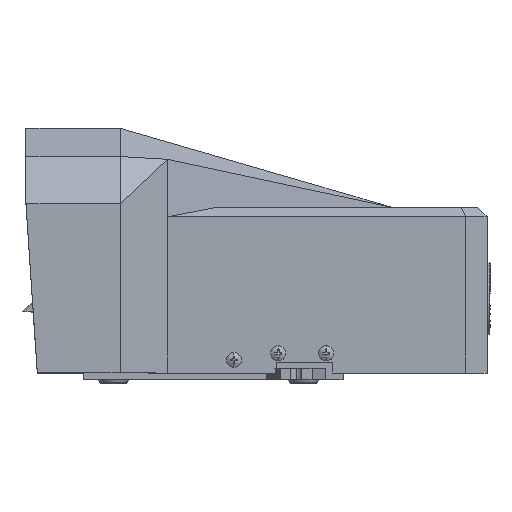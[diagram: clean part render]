
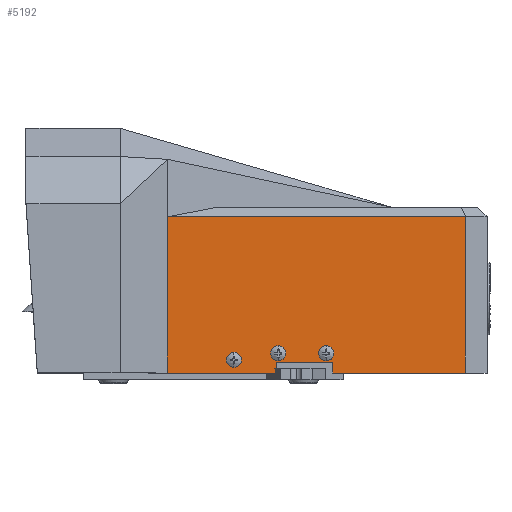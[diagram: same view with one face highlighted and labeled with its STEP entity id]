
A CAD part, top view. The second image highlights one B-rep face of the part: STEP entity #5192.
In plain terms, the highlighted planar face has unit normal (0, 0, 1).
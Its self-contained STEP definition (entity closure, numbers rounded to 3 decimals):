
#569 = CARTESIAN_POINT ( 'NONE',  ( -40.675, 36.099, 15.874 ) ) ;
#1104 = AXIS2_PLACEMENT_3D ( 'NONE', #6539, #32982, #10378 ) ;
#1139 = ORIENTED_EDGE ( 'NONE', *, *, #31002, .T. ) ;
#2606 = CARTESIAN_POINT ( 'NONE',  ( 5.825, 39.599, 15.874 ) ) ;
#2886 = CARTESIAN_POINT ( 'NONE',  ( -22.175, 39.599, 15.874 ) ) ;
#3104 = DIRECTION ( 'NONE',  ( -1., 0., 0. ) ) ;
#3133 = FACE_BOUND ( 'NONE', #45088, .T. ) ;
#3759 = VECTOR ( 'NONE', #41958, 1000. ) ;
#4108 = VECTOR ( 'NONE', #26282, 1000. ) ;
#4156 = CARTESIAN_POINT ( 'NONE',  ( -20.675, 29.099, 15.874 ) ) ;
#4635 = ORIENTED_EDGE ( 'NONE', *, *, #13650, .T. ) ;
#4651 = VECTOR ( 'NONE', #14455, 1000. ) ;
#5105 = ORIENTED_EDGE ( 'NONE', *, *, #41909, .T. ) ;
#5177 = VECTOR ( 'NONE', #39845, 1000. ) ;
#5192 = ADVANCED_FACE ( 'NONE', ( #23379, #3133, #34560, #42317 ), #13507, .T. ) ;
#5195 = EDGE_CURVE ( 'NONE', #16408, #7180, #12119, .T. ) ;
#5678 = ORIENTED_EDGE ( 'NONE', *, *, #14361, .T. ) ;
#5865 = LINE ( 'NONE', #22124, #4651 ) ;
#6481 = DIRECTION ( 'NONE',  ( -1., 0., 0. ) ) ;
#6539 = CARTESIAN_POINT ( 'NONE',  ( -19.675, 39.599, 15.874 ) ) ;
#6942 = CIRCLE ( 'NONE', #45081, 2.5 ) ;
#7180 = VERTEX_POINT ( 'NONE', #22719 ) ;
#7416 = VERTEX_POINT ( 'NONE', #16495 ) ;
#7430 = CARTESIAN_POINT ( 'NONE',  ( -78.675, 112.099, 15.874 ) ) ;
#9451 = DIRECTION ( 'NONE',  ( 1., 0., 0. ) ) ;
#9838 = VERTEX_POINT ( 'NONE', #2886 ) ;
#9979 = VECTOR ( 'NONE', #42733, 1000. ) ;
#10378 = DIRECTION ( 'NONE',  ( -1., 0., 0. ) ) ;
#10536 = ORIENTED_EDGE ( 'NONE', *, *, #14170, .T. ) ;
#11517 = CARTESIAN_POINT ( 'NONE',  ( -78.675, 29.099, 15.874 ) ) ;
#11649 = ORIENTED_EDGE ( 'NONE', *, *, #41503, .T. ) ;
#12119 = CIRCLE ( 'NONE', #38746, 2.5 ) ;
#12942 = DIRECTION ( 'NONE',  ( -1., 0., 0. ) ) ;
#12994 = DIRECTION ( 'NONE',  ( 0., 0., -1. ) ) ;
#13003 = CARTESIAN_POINT ( 'NONE',  ( -43.175, 36.099, 15.874 ) ) ;
#13105 = CARTESIAN_POINT ( 'NONE',  ( -153.675, 29.099, 15.874 ) ) ;
#13260 = DIRECTION ( 'NONE',  ( 1., 0., 0. ) ) ;
#13320 = DIRECTION ( 'NONE',  ( 0., 0., 1. ) ) ;
#13351 = CARTESIAN_POINT ( 'NONE',  ( -153.675, 29.099, 15.874 ) ) ;
#13507 = PLANE ( 'NONE',  #41292 ) ;
#13650 = EDGE_CURVE ( 'NONE', #15499, #44177, #40162, .T. ) ;
#13792 = EDGE_CURVE ( 'NONE', #34196, #41107, #27683, .T. ) ;
#14170 = EDGE_CURVE ( 'NONE', #7180, #16408, #6942, .T. ) ;
#14186 = ORIENTED_EDGE ( 'NONE', *, *, #29705, .T. ) ;
#14361 = EDGE_CURVE ( 'NONE', #19425, #9838, #36528, .T. ) ;
#14455 = DIRECTION ( 'NONE',  ( 0., -1., 0. ) ) ;
#15499 = VERTEX_POINT ( 'NONE', #45592 ) ;
#15755 = VERTEX_POINT ( 'NONE', #41218 ) ;
#16408 = VERTEX_POINT ( 'NONE', #569 ) ;
#16495 = CARTESIAN_POINT ( 'NONE',  ( 8.325, 39.599, 15.874 ) ) ;
#17112 = VECTOR ( 'NONE', #33814, 1000. ) ;
#17875 = VERTEX_POINT ( 'NONE', #11517 ) ;
#18292 = EDGE_CURVE ( 'NONE', #30463, #34196, #45202, .T. ) ;
#19328 = CARTESIAN_POINT ( 'NONE',  ( -153.675, 112.099, 15.874 ) ) ;
#19425 = VERTEX_POINT ( 'NONE', #46712 ) ;
#20491 = CARTESIAN_POINT ( 'NONE',  ( 79.825, 29.099, 15.874 ) ) ;
#20615 = EDGE_LOOP ( 'NONE', ( #11649, #38672, #23239, #14186, #4635, #48453, #26998, #43961 ) ) ;
#20826 = AXIS2_PLACEMENT_3D ( 'NONE', #2606, #29108, #6481 ) ;
#22124 = CARTESIAN_POINT ( 'NONE',  ( 9.325, 29.099, 15.874 ) ) ;
#22719 = CARTESIAN_POINT ( 'NONE',  ( -45.675, 36.099, 15.874 ) ) ;
#23239 = ORIENTED_EDGE ( 'NONE', *, *, #44500, .T. ) ;
#23379 = FACE_OUTER_BOUND ( 'NONE', #20615, .T. ) ;
#24533 = DIRECTION ( 'NONE',  ( -1., 0., 0. ) ) ;
#24595 = DIRECTION ( 'NONE',  ( 0., 0., -1. ) ) ;
#24649 = CARTESIAN_POINT ( 'NONE',  ( -19.675, 39.599, 15.874 ) ) ;
#25491 = VECTOR ( 'NONE', #48249, 1000. ) ;
#25566 = CIRCLE ( 'NONE', #42110, 2.5 ) ;
#25812 = DIRECTION ( 'NONE',  ( 0., 0., -1. ) ) ;
#26202 = EDGE_LOOP ( 'NONE', ( #10536, #27546 ) ) ;
#26282 = DIRECTION ( 'NONE',  ( 0., -1., 0. ) ) ;
#26482 = VERTEX_POINT ( 'NONE', #4156 ) ;
#26941 = EDGE_CURVE ( 'NONE', #35461, #17875, #34340, .T. ) ;
#26998 = ORIENTED_EDGE ( 'NONE', *, *, #18292, .T. ) ;
#27365 = CARTESIAN_POINT ( 'NONE',  ( 9.325, 34.599, 15.874 ) ) ;
#27546 = ORIENTED_EDGE ( 'NONE', *, *, #5195, .T. ) ;
#27683 = LINE ( 'NONE', #39290, #5177 ) ;
#28264 = LINE ( 'NONE', #41305, #17112 ) ;
#29108 = DIRECTION ( 'NONE',  ( 0., 0., -1. ) ) ;
#29580 = DIRECTION ( 'NONE',  ( -1., 0., 0. ) ) ;
#29590 = DIRECTION ( 'NONE',  ( 0., 0., -1. ) ) ;
#29631 = CARTESIAN_POINT ( 'NONE',  ( -43.175, 36.099, 15.874 ) ) ;
#29705 = EDGE_CURVE ( 'NONE', #26482, #15499, #28264, .T. ) ;
#30463 = VERTEX_POINT ( 'NONE', #40541 ) ;
#31002 = EDGE_CURVE ( 'NONE', #9838, #19425, #45209, .T. ) ;
#31007 = CIRCLE ( 'NONE', #20826, 2.5 ) ;
#31369 = AXIS2_PLACEMENT_3D ( 'NONE', #24649, #24595, #24533 ) ;
#32982 = DIRECTION ( 'NONE',  ( 0., 0., -1. ) ) ;
#33814 = DIRECTION ( 'NONE',  ( 0., 1., 0. ) ) ;
#34002 = LINE ( 'NONE', #19328, #3759 ) ;
#34078 = CARTESIAN_POINT ( 'NONE',  ( -78.675, 29.099, 15.874 ) ) ;
#34196 = VERTEX_POINT ( 'NONE', #20491 ) ;
#34340 = LINE ( 'NONE', #34078, #4108 ) ;
#34560 = FACE_BOUND ( 'NONE', #43381, .T. ) ;
#35317 = CARTESIAN_POINT ( 'NONE',  ( 79.825, 112.099, 15.874 ) ) ;
#35461 = VERTEX_POINT ( 'NONE', #7430 ) ;
#36528 = CIRCLE ( 'NONE', #31369, 2.5 ) ;
#38672 = ORIENTED_EDGE ( 'NONE', *, *, #26941, .T. ) ;
#38746 = AXIS2_PLACEMENT_3D ( 'NONE', #13003, #12994, #12942 ) ;
#39290 = CARTESIAN_POINT ( 'NONE',  ( 79.825, 29.099, 15.874 ) ) ;
#39845 = DIRECTION ( 'NONE',  ( 0., 1., 0. ) ) ;
#40162 = LINE ( 'NONE', #43004, #9979 ) ;
#40541 = CARTESIAN_POINT ( 'NONE',  ( 9.325, 29.099, 15.874 ) ) ;
#40637 = CARTESIAN_POINT ( 'NONE',  ( -153.675, 29.099, 15.874 ) ) ;
#41107 = VERTEX_POINT ( 'NONE', #35317 ) ;
#41218 = CARTESIAN_POINT ( 'NONE',  ( 3.325, 39.599, 15.874 ) ) ;
#41292 = AXIS2_PLACEMENT_3D ( 'NONE', #13351, #13320, #13260 ) ;
#41305 = CARTESIAN_POINT ( 'NONE',  ( -20.675, 29.099, 15.874 ) ) ;
#41503 = EDGE_CURVE ( 'NONE', #41107, #35461, #34002, .T. ) ;
#41909 = EDGE_CURVE ( 'NONE', #15755, #7416, #31007, .T. ) ;
#41958 = DIRECTION ( 'NONE',  ( -1., 0., 0. ) ) ;
#42110 = AXIS2_PLACEMENT_3D ( 'NONE', #48527, #25812, #3104 ) ;
#42317 = FACE_BOUND ( 'NONE', #26202, .T. ) ;
#42733 = DIRECTION ( 'NONE',  ( 1., 0., 0. ) ) ;
#43004 = CARTESIAN_POINT ( 'NONE',  ( -153.675, 34.599, 15.874 ) ) ;
#43381 = EDGE_LOOP ( 'NONE', ( #1139, #5678 ) ) ;
#43389 = EDGE_CURVE ( 'NONE', #7416, #15755, #25566, .T. ) ;
#43961 = ORIENTED_EDGE ( 'NONE', *, *, #13792, .T. ) ;
#44177 = VERTEX_POINT ( 'NONE', #27365 ) ;
#44476 = LINE ( 'NONE', #40637, #25491 ) ;
#44500 = EDGE_CURVE ( 'NONE', #17875, #26482, #44476, .T. ) ;
#44668 = VECTOR ( 'NONE', #9451, 1000. ) ;
#45081 = AXIS2_PLACEMENT_3D ( 'NONE', #29631, #29590, #29580 ) ;
#45088 = EDGE_LOOP ( 'NONE', ( #5105, #46535 ) ) ;
#45202 = LINE ( 'NONE', #13105, #44668 ) ;
#45209 = CIRCLE ( 'NONE', #1104, 2.5 ) ;
#45405 = EDGE_CURVE ( 'NONE', #44177, #30463, #5865, .T. ) ;
#45592 = CARTESIAN_POINT ( 'NONE',  ( -20.675, 34.599, 15.874 ) ) ;
#46535 = ORIENTED_EDGE ( 'NONE', *, *, #43389, .T. ) ;
#46712 = CARTESIAN_POINT ( 'NONE',  ( -17.175, 39.599, 15.874 ) ) ;
#48249 = DIRECTION ( 'NONE',  ( 1., 0., 0. ) ) ;
#48453 = ORIENTED_EDGE ( 'NONE', *, *, #45405, .T. ) ;
#48527 = CARTESIAN_POINT ( 'NONE',  ( 5.825, 39.599, 15.874 ) ) ;
